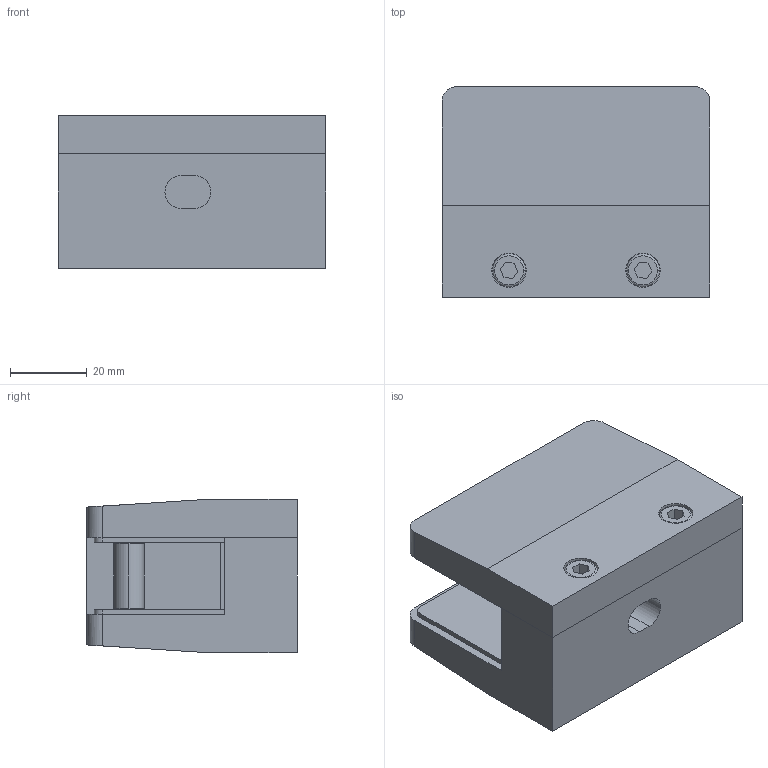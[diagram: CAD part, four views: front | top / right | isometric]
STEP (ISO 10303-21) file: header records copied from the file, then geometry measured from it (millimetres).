
FILE_DESCRIPTION (( 'STEP AP203' ), '1' );
FILE_NAME ('3D_GG4512_Flach x17.52_188753800.STEP', '2024-10-30T07:44:21', ( '' ), ( '' ), 'SwSTEP 2.0', 'SolidWorks 2023', '' );
FILE_SCHEMA (( 'CONFIG_CONTROL_DESIGN' ));
Length unit declared in the file: millimetre
Products named in the file (1): 3D_GG4512_Flach x17.52_188753800
Bounding box: 70 x 55 x 40 mm (x, y, z)
Volume: 108649.9 mm3; surface area: 39857.9 mm2
Topology: 8 solids, 8 shells, 119 faces, 265 edges, 174 vertices
Faces by surface type: plane 67, cylinder 44, torus 4, cone 4
Entity records: 3393 total; most frequent: DIRECTION 596, CARTESIAN_POINT 571, ORIENTED_EDGE 530, EDGE_CURVE 265, AXIS2_PLACEMENT_3D 215, VERTEX_POINT 174, VECTOR 166, LINE 166
